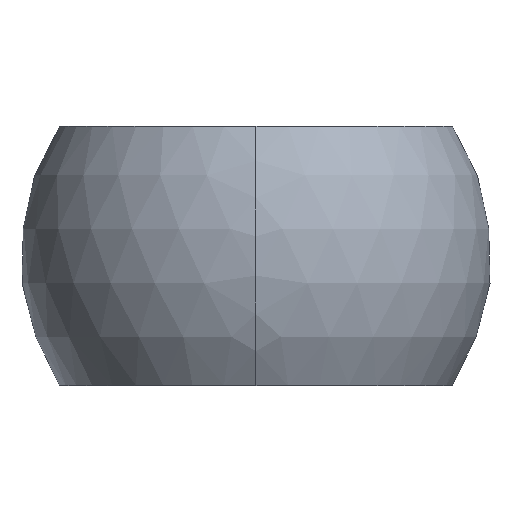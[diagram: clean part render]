
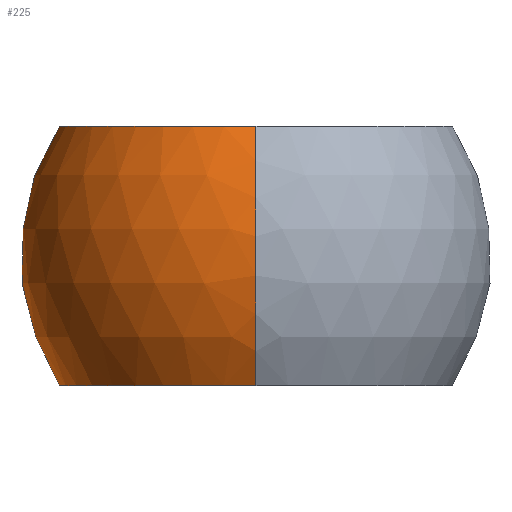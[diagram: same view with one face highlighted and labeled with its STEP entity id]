
A CAD part, left-side view. The second image highlights one B-rep face of the part: STEP entity #225.
In plain terms, the highlighted spherical face has radius 20 mm.
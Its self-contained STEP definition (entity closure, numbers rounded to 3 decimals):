
#127=EDGE_CURVE('',#269,#181,#316,.T.);
#133=VERTEX_POINT('',#322);
#137=VERTEX_POINT('',#326);
#181=VERTEX_POINT('',#375);
#215=EDGE_CURVE('',#181,#137,#414,.T.);
#225=ADVANCED_FACE('',(#426),#427,.T.);
#241=EDGE_CURVE('',#133,#269,#445,.T.);
#251=EDGE_CURVE('',#137,#133,#456,.T.);
#269=VERTEX_POINT('',#476);
#316=CIRCLE('',#518,16.703);
#322=CARTESIAN_POINT('',(12.954,10.545,-11.0));
#326=CARTESIAN_POINT('',(-16.703,0.,-11.0));
#375=CARTESIAN_POINT('',(-16.703,0.,11.0));
#414=CIRCLE('',#783,20.0);
#426=FACE_OUTER_BOUND('',#796,.T.);
#427=SPHERICAL_SURFACE('',#797,20.0);
#445=CIRCLE('',#819,15.238);
#456=CIRCLE('',#835,16.703);
#476=CARTESIAN_POINT('',(12.954,10.545,11.0));
#518=AXIS2_PLACEMENT_3D('',#937,#938,#939);
#783=AXIS2_PLACEMENT_3D('',#1056,#1057,#1058);
#796=EDGE_LOOP('',(#1080,#1081,#1082,#1083));
#797=AXIS2_PLACEMENT_3D('',#1084,#1085,#1086);
#819=AXIS2_PLACEMENT_3D('',#1105,#1106,#1107);
#835=AXIS2_PLACEMENT_3D('',#1124,#1125,#1126);
#937=CARTESIAN_POINT('',(0.0,0.0,11.0));
#938=DIRECTION('',(0.0,-0.0,1.0));
#939=DIRECTION('',(0.0,1.0,0.0));
#1056=CARTESIAN_POINT('',(0.0,0.0,0.0));
#1057=DIRECTION('',(0.,-1.0,0.0));
#1058=DIRECTION('',(0.0,0.0,1.0));
#1080=ORIENTED_EDGE('',*,*,#215,.F.);
#1081=ORIENTED_EDGE('',*,*,#127,.F.);
#1082=ORIENTED_EDGE('',*,*,#241,.F.);
#1083=ORIENTED_EDGE('',*,*,#251,.F.);
#1084=CARTESIAN_POINT('',(0.0,0.0,0.0));
#1085=DIRECTION('',(0.0,0.0,1.0));
#1086=DIRECTION('',(1.0,0.0,0.0));
#1105=CARTESIAN_POINT('',(12.954,0.0,0.0));
#1106=DIRECTION('',(1.0,0.0,0.0));
#1107=DIRECTION('',(0.0,1.0,0.0));
#1124=CARTESIAN_POINT('',(0.0,0.0,-11.0));
#1125=DIRECTION('',(-0.0,-0.0,-1.0));
#1126=DIRECTION('',(0.0,-1.0,0.0));
